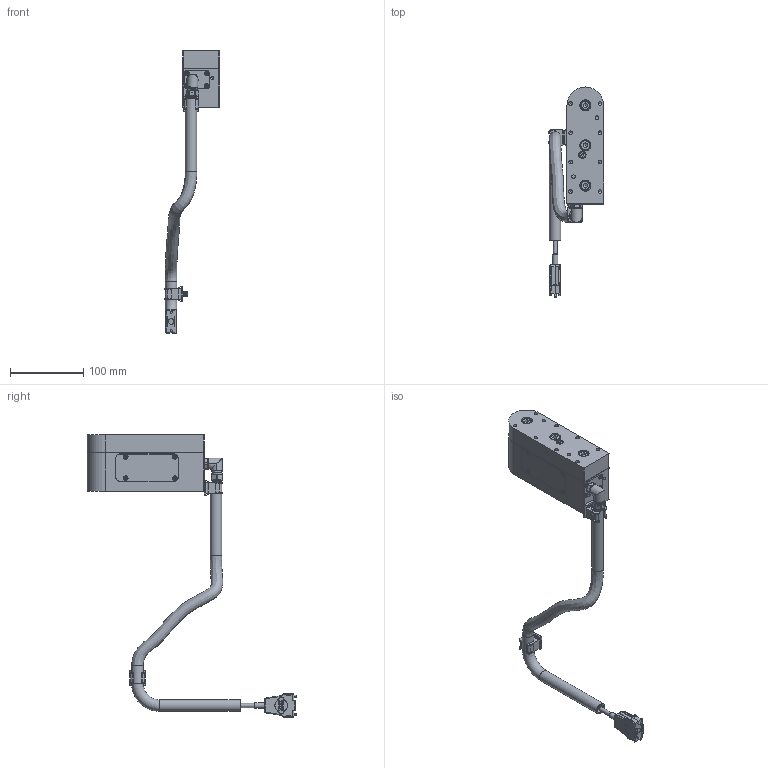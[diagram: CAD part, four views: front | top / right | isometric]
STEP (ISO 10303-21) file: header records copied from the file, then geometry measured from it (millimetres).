
FILE_DESCRIPTION (( 'STEP AP214' ), '1' );
FILE_NAME ('0186-2455_251114_DM03-48-FS2x-SL01.STEP', '2025-11-14T13:35:56', ( '' ), ( '' ), 'SwSTEP 2.0', 'SolidWorks 2025', '' );
FILE_SCHEMA (( 'AUTOMOTIVE_DESIGN' ));
Length unit declared in the file: millimetre
Products named in the file (17): 0180-2967_DM03k-48!37-SA; 0160-3850-MK01-M12x1.5-360; Kabel_Schlauch_DM03-48-FS2x; 0150-4791_MC01-SB15.8; Kabel und Schlauch^Kabel_Schlauch_DM03-48-FS2x; 0180-2957_DM03k-37!48-GAP; 0230-0779_Zyl.-Schr._I-6kt_M8x16_8.8_v-b; 0230-0034_zyl.-schr._i-6kt_M5x18_8.8_v-b; 0150-3028_Steckergehäuse; DM03k-48-FSAP; 0230-0256_Senk.-Schr_I-6rd_M3x8_INOX; 0230-1040_Senk.-Schr_I-6rd_M3x10_INOX; 0230-0453_Lins.-Schr_I-6rd_M5x10_INOX; 0186-2455_251114_DM03-48-FS2x-SL01; 0230-0246_Zyl.-Schr._I-6kt_M8x20_8.8_v-b; DM03-48-FS2x-SL01; DM03h-48-FSG
Assembly tree (27 placements, depth 3):
  0186-2455_251114_DM03-48-FS2x-SL01
    DM03-48-FS2x-SL01
      DM03h-48-FSG
      DM03k-48-FSAP
      0180-2957_DM03k-37!48-GAP
      0180-2967_DM03k-48!37-SA
      0160-3850-MK01-M12x1.5-360
      0150-4791_MC01-SB15.8
      0230-0246_Zyl.-Schr._I-6kt_M8x20_8.8_v-b  x3
      0230-0034_zyl.-schr._i-6kt_M5x18_8.8_v-b  x2
      0230-0256_Senk.-Schr_I-6rd_M3x8_INOX  x4
      0230-0779_Zyl.-Schr._I-6kt_M8x16_8.8_v-b
      0230-0453_Lins.-Schr_I-6rd_M5x10_INOX
      0230-1040_Senk.-Schr_I-6rd_M3x10_INOX  x4
    Kabel_Schlauch_DM03-48-FS2x
      0230-0453_Lins.-Schr_I-6rd_M5x10_INOX
      0150-4791_MC01-SB15.8
      0150-3028_Steckergehäuse
      Kabel und Schlauch^Kabel_Schlauch_DM03-48-FS2x
Bounding box: 75.4 x 285.81 x 384.8 mm (x, y, z)
Volume: 639125.9 mm3; surface area: 158896.5 mm2
Topology: 30 solids, 30 shells, 2513 faces, 6103 edges, 3729 vertices
Faces by surface type: plane 936, cylinder 686, cone 603, bspline 207, torus 63, sphere 18
Full cylindrical faces by diameter (mm): 2.5 x8, 3 x116, 3.2 x8, 4.2 x2, 5 x60, 5.5 x10, 5.6 x4, 7.5 x2, 8 x65, 8.5 x2, 9 x4, 10 x1, 10.5 x1, 12 x3, 13 x4, 15 x3, 15.8 x3
Entity records: 69228 total; most frequent: CARTESIAN_POINT 26104, ORIENTED_EDGE 8212, DIRECTION 7399, EDGE_CURVE 4106, VERTEX_POINT 2755, AXIS2_PLACEMENT_3D 2645, EDGE_LOOP 2221, VECTOR 2109
